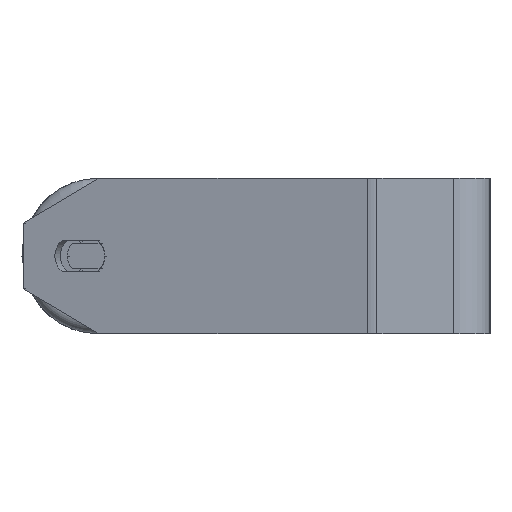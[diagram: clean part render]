
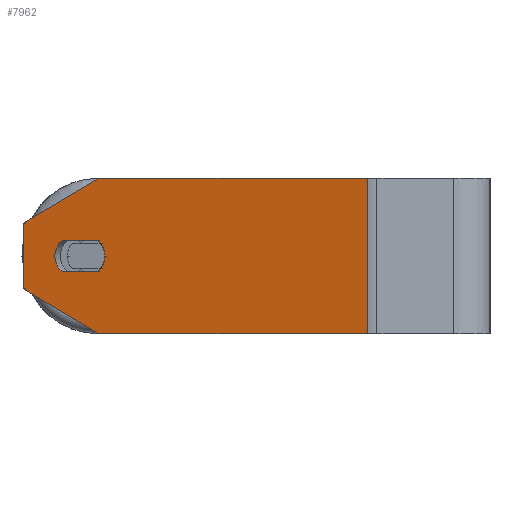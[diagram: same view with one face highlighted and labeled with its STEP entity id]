
A CAD part, left-side view. The second image highlights one B-rep face of the part: STEP entity #7962.
In plain terms, the highlighted planar face has unit normal (-0.966, 0.259, 0).
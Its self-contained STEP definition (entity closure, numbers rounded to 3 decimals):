
#11 = VERTEX_POINT ( 'NONE', #3519 ) ;
#417 = CARTESIAN_POINT ( 'NONE',  ( -463.931, 180.105, 30. ) ) ;
#527 = EDGE_CURVE ( 'NONE', #6543, #6768, #7178, .T. ) ;
#545 = ORIENTED_EDGE ( 'NONE', *, *, #4013, .F. ) ;
#650 = EDGE_CURVE ( 'NONE', #11, #3626, #5181, .T. ) ;
#663 = VERTEX_POINT ( 'NONE', #6587 ) ;
#768 = LINE ( 'NONE', #3485, #6158 ) ;
#945 = DIRECTION ( 'NONE',  ( 0., 0., -1. ) ) ;
#1009 = VECTOR ( 'NONE', #8547, 1000. ) ;
#1098 = DIRECTION ( 'NONE',  ( 0.259, 0.966, 0. ) ) ;
#1135 = VERTEX_POINT ( 'NONE', #7069 ) ;
#1329 = VERTEX_POINT ( 'NONE', #1963 ) ;
#1351 = VECTOR ( 'NONE', #5649, 1000. ) ;
#1450 = AXIS2_PLACEMENT_3D ( 'NONE', #4520, #3375, #6095 ) ;
#1492 = AXIS2_PLACEMENT_3D ( 'NONE', #3163, #7049, #8515 ) ;
#1633 = CARTESIAN_POINT ( 'NONE',  ( -471.695, 151.127, -30. ) ) ;
#1640 = CARTESIAN_POINT ( 'NONE',  ( -499.523, 47.273, 30. ) ) ;
#1716 = ORIENTED_EDGE ( 'NONE', *, *, #7556, .T. ) ;
#1828 = VERTEX_POINT ( 'NONE', #4961 ) ;
#1906 = VECTOR ( 'NONE', #5797, 1000. ) ;
#1945 = CARTESIAN_POINT ( 'NONE',  ( -471.695, 151.127, -30. ) ) ;
#1963 = CARTESIAN_POINT ( 'NONE',  ( -472.342, 148.713, 0. ) ) ;
#2046 = ORIENTED_EDGE ( 'NONE', *, *, #7263, .F. ) ;
#2101 = EDGE_LOOP ( 'NONE', ( #6281, #1716, #7780, #2747, #7593, #5616 ) ) ;
#2263 = CARTESIAN_POINT ( 'NONE',  ( -463.931, 180.105, 12.679 ) ) ;
#2327 = VECTOR ( 'NONE', #6135, 1000. ) ;
#2550 = PLANE ( 'NONE',  #7899 ) ;
#2747 = ORIENTED_EDGE ( 'NONE', *, *, #4016, .F. ) ;
#3081 = LINE ( 'NONE', #5706, #8037 ) ;
#3163 = CARTESIAN_POINT ( 'NONE',  ( -470.401, 155.957, 0. ) ) ;
#3173 = EDGE_CURVE ( 'NONE', #1135, #3257, #5469, .T. ) ;
#3257 = VERTEX_POINT ( 'NONE', #6313 ) ;
#3288 = CARTESIAN_POINT ( 'NONE',  ( -471.566, 151.61, 6. ) ) ;
#3375 = DIRECTION ( 'NONE',  ( -0.966, 0.259, 0. ) ) ;
#3485 = CARTESIAN_POINT ( 'NONE',  ( -463.931, 180.105, 12.679 ) ) ;
#3519 = CARTESIAN_POINT ( 'NONE',  ( -471.695, 151.127, 30. ) ) ;
#3626 = VERTEX_POINT ( 'NONE', #1640 ) ;
#3736 = EDGE_CURVE ( 'NONE', #663, #1135, #5305, .T. ) ;
#3872 = DIRECTION ( 'NONE',  ( 0., 0., -1. ) ) ;
#3901 = CARTESIAN_POINT ( 'NONE',  ( -463.931, 180.105, -12.679 ) ) ;
#4013 = EDGE_CURVE ( 'NONE', #1329, #1828, #8617, .T. ) ;
#4016 = EDGE_CURVE ( 'NONE', #3626, #5110, #3081, .T. ) ;
#4028 = EDGE_CURVE ( 'NONE', #3257, #1329, #6311, .T. ) ;
#4406 = DIRECTION ( 'NONE',  ( -0.966, 0.259, 0. ) ) ;
#4450 = CARTESIAN_POINT ( 'NONE',  ( -463.931, 180.105, 30. ) ) ;
#4512 = EDGE_CURVE ( 'NONE', #8465, #5110, #6402, .T. ) ;
#4520 = CARTESIAN_POINT ( 'NONE',  ( -469.107, 160.787, 0. ) ) ;
#4669 = ORIENTED_EDGE ( 'NONE', *, *, #3173, .F. ) ;
#4961 = CARTESIAN_POINT ( 'NONE',  ( -471.566, 151.61, 6. ) ) ;
#5110 = VERTEX_POINT ( 'NONE', #7548 ) ;
#5181 = LINE ( 'NONE', #4450, #1009 ) ;
#5279 = VECTOR ( 'NONE', #3872, 1000. ) ;
#5305 = CIRCLE ( 'NONE', #1450, 7.5 ) ;
#5462 = AXIS2_PLACEMENT_3D ( 'NONE', #7188, #4406, #7138 ) ;
#5469 = LINE ( 'NONE', #8195, #5750 ) ;
#5532 = DIRECTION ( 'NONE',  ( 0.224, 0.837, -0.5 ) ) ;
#5616 = ORIENTED_EDGE ( 'NONE', *, *, #8095, .T. ) ;
#5649 = DIRECTION ( 'NONE',  ( -0.259, -0.966, 0. ) ) ;
#5706 = CARTESIAN_POINT ( 'NONE',  ( -499.523, 47.273, 30. ) ) ;
#5750 = VECTOR ( 'NONE', #5787, 1000. ) ;
#5787 = DIRECTION ( 'NONE',  ( -0.259, -0.966, 0. ) ) ;
#5797 = DIRECTION ( 'NONE',  ( -0.224, -0.837, -0.5 ) ) ;
#5938 = FACE_OUTER_BOUND ( 'NONE', #2101, .T. ) ;
#6095 = DIRECTION ( 'NONE',  ( 0.259, 0.966, 0. ) ) ;
#6135 = DIRECTION ( 'NONE',  ( 0.259, 0.966, 0. ) ) ;
#6158 = VECTOR ( 'NONE', #5532, 1000. ) ;
#6281 = ORIENTED_EDGE ( 'NONE', *, *, #527, .T. ) ;
#6311 = CIRCLE ( 'NONE', #5462, 7.5 ) ;
#6313 = CARTESIAN_POINT ( 'NONE',  ( -471.566, 151.61, -6. ) ) ;
#6402 = LINE ( 'NONE', #7218, #1351 ) ;
#6543 = VERTEX_POINT ( 'NONE', #2263 ) ;
#6564 = DIRECTION ( 'NONE',  ( 0.966, -0.259, 0. ) ) ;
#6587 = CARTESIAN_POINT ( 'NONE',  ( -467.942, 165.133, 6. ) ) ;
#6768 = VERTEX_POINT ( 'NONE', #3901 ) ;
#7046 = ORIENTED_EDGE ( 'NONE', *, *, #4028, .F. ) ;
#7049 = DIRECTION ( 'NONE',  ( -0.966, 0.259, 0. ) ) ;
#7069 = CARTESIAN_POINT ( 'NONE',  ( -467.942, 165.133, -6. ) ) ;
#7138 = DIRECTION ( 'NONE',  ( -0.259, -0.966, 0. ) ) ;
#7178 = LINE ( 'NONE', #7893, #5279 ) ;
#7188 = CARTESIAN_POINT ( 'NONE',  ( -470.401, 155.957, 0. ) ) ;
#7218 = CARTESIAN_POINT ( 'NONE',  ( -463.931, 180.105, -30. ) ) ;
#7263 = EDGE_CURVE ( 'NONE', #1828, #663, #8205, .T. ) ;
#7548 = CARTESIAN_POINT ( 'NONE',  ( -499.523, 47.273, -30. ) ) ;
#7556 = EDGE_CURVE ( 'NONE', #6768, #8465, #8697, .T. ) ;
#7593 = ORIENTED_EDGE ( 'NONE', *, *, #650, .F. ) ;
#7780 = ORIENTED_EDGE ( 'NONE', *, *, #4512, .T. ) ;
#7893 = CARTESIAN_POINT ( 'NONE',  ( -463.931, 180.105, 30. ) ) ;
#7899 = AXIS2_PLACEMENT_3D ( 'NONE', #417, #6564, #1098 ) ;
#7962 = ADVANCED_FACE ( 'NONE', ( #8618, #5938 ), #2550, .F. ) ;
#7998 = ORIENTED_EDGE ( 'NONE', *, *, #3736, .F. ) ;
#8037 = VECTOR ( 'NONE', #945, 1000. ) ;
#8095 = EDGE_CURVE ( 'NONE', #11, #6543, #768, .T. ) ;
#8195 = CARTESIAN_POINT ( 'NONE',  ( -471.566, 151.61, -6. ) ) ;
#8205 = LINE ( 'NONE', #3288, #2327 ) ;
#8465 = VERTEX_POINT ( 'NONE', #1633 ) ;
#8515 = DIRECTION ( 'NONE',  ( -0.259, -0.966, 0. ) ) ;
#8547 = DIRECTION ( 'NONE',  ( -0.259, -0.966, 0. ) ) ;
#8617 = CIRCLE ( 'NONE', #1492, 7.5 ) ;
#8618 = FACE_BOUND ( 'NONE', #8743, .T. ) ;
#8697 = LINE ( 'NONE', #1945, #1906 ) ;
#8743 = EDGE_LOOP ( 'NONE', ( #4669, #7998, #2046, #545, #7046 ) ) ;
